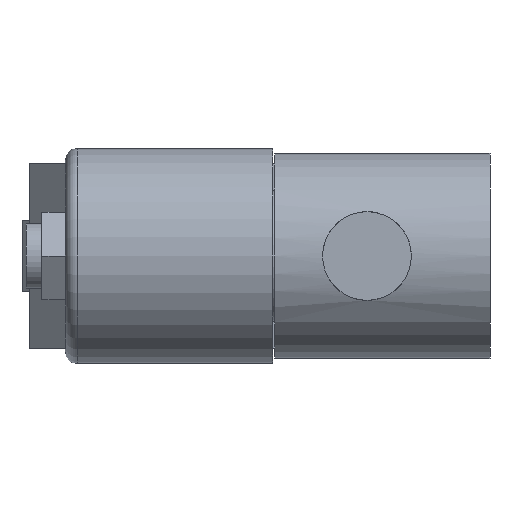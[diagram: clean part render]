
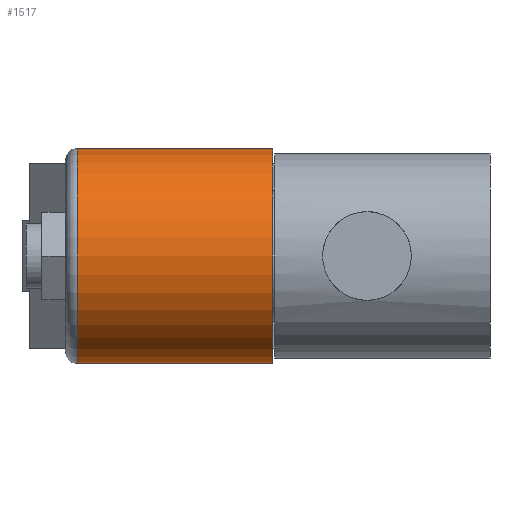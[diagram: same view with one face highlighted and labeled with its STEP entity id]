
A CAD part, left-side view. The second image highlights one B-rep face of the part: STEP entity #1517.
In plain terms, the highlighted cylindrical face has radius 21 mm (diameter 42 mm), a partial arc.
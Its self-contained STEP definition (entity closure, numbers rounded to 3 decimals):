
#81 = VERTEX_POINT ( 'NONE', #1099 ) ;
#89 = DIRECTION ( 'NONE',  ( 0., 0., 1. ) ) ;
#137 = DIRECTION ( 'NONE',  ( 0., -1., 0. ) ) ;
#193 = EDGE_LOOP ( 'NONE', ( #1187, #1623, #1785, #2096 ) ) ;
#497 = VERTEX_POINT ( 'NONE', #2426 ) ;
#531 = AXIS2_PLACEMENT_3D ( 'NONE', #1857, #137, #1475 ) ;
#616 = LINE ( 'NONE', #974, #1339 ) ;
#676 = EDGE_CURVE ( 'NONE', #81, #2452, #1348, .T. ) ;
#732 = AXIS2_PLACEMENT_3D ( 'NONE', #2389, #1622, #2212 ) ;
#750 = VECTOR ( 'NONE', #1211, 1000. ) ;
#960 = DIRECTION ( 'NONE',  ( 0., -1., 0. ) ) ;
#974 = CARTESIAN_POINT ( 'NONE',  ( 0., 47.96, 21. ) ) ;
#1029 = AXIS2_PLACEMENT_3D ( 'NONE', #1803, #1431, #89 ) ;
#1099 = CARTESIAN_POINT ( 'NONE',  ( 0., 45.66, -21. ) ) ;
#1110 = EDGE_CURVE ( 'NONE', #2452, #497, #2065, .T. ) ;
#1187 = ORIENTED_EDGE ( 'NONE', *, *, #1366, .F. ) ;
#1211 = DIRECTION ( 'NONE',  ( 0., -1., 0. ) ) ;
#1264 = CARTESIAN_POINT ( 'NONE',  ( 0., 45.66, 21. ) ) ;
#1339 = VECTOR ( 'NONE', #960, 1000. ) ;
#1348 = LINE ( 'NONE', #2359, #750 ) ;
#1366 = EDGE_CURVE ( 'NONE', #1596, #497, #616, .T. ) ;
#1431 = DIRECTION ( 'NONE',  ( 0., 1., 0. ) ) ;
#1475 = DIRECTION ( 'NONE',  ( 0., 0., 1. ) ) ;
#1517 = ADVANCED_FACE ( 'NONE', ( #2199 ), #1983, .T. ) ;
#1596 = VERTEX_POINT ( 'NONE', #1264 ) ;
#1606 = CIRCLE ( 'NONE', #531, 21. ) ;
#1622 = DIRECTION ( 'NONE',  ( 0., -1., 0. ) ) ;
#1623 = ORIENTED_EDGE ( 'NONE', *, *, #1751, .T. ) ;
#1751 = EDGE_CURVE ( 'NONE', #1596, #81, #1606, .T. ) ;
#1785 = ORIENTED_EDGE ( 'NONE', *, *, #676, .T. ) ;
#1803 = CARTESIAN_POINT ( 'NONE',  ( 0., 7.56, 0. ) ) ;
#1857 = CARTESIAN_POINT ( 'NONE',  ( 0., 45.66, 0. ) ) ;
#1983 = CYLINDRICAL_SURFACE ( 'NONE', #732, 21. ) ;
#2065 = CIRCLE ( 'NONE', #1029, 21. ) ;
#2096 = ORIENTED_EDGE ( 'NONE', *, *, #1110, .T. ) ;
#2199 = FACE_OUTER_BOUND ( 'NONE', #193, .T. ) ;
#2212 = DIRECTION ( 'NONE',  ( 0., 0., -1. ) ) ;
#2359 = CARTESIAN_POINT ( 'NONE',  ( 0., 47.96, -21. ) ) ;
#2389 = CARTESIAN_POINT ( 'NONE',  ( 0., 47.96, 0. ) ) ;
#2426 = CARTESIAN_POINT ( 'NONE',  ( 0., 7.56, 21. ) ) ;
#2452 = VERTEX_POINT ( 'NONE', #2465 ) ;
#2465 = CARTESIAN_POINT ( 'NONE',  ( 0., 7.56, -21. ) ) ;
